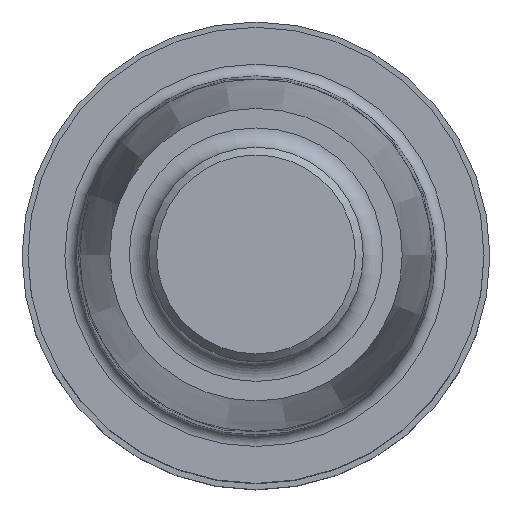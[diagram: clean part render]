
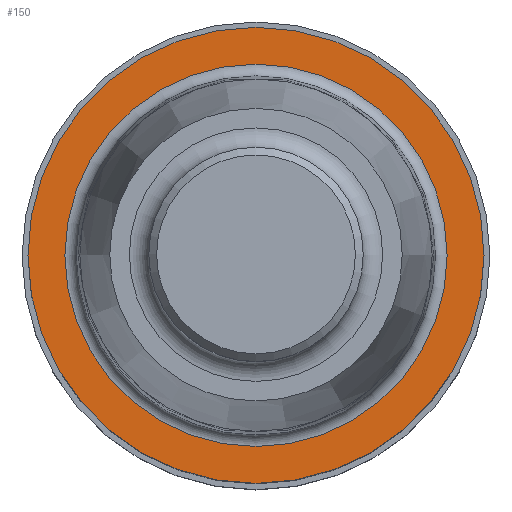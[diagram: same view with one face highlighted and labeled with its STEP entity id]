
A CAD part, top view. The second image highlights one B-rep face of the part: STEP entity #150.
In plain terms, the highlighted planar face has unit normal (0, 0, 1).
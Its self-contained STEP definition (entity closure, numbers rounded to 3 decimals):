
#127=FACE_BOUND('',#176,.T.);
#128=FACE_BOUND('',#177,.T.);
#150=ADVANCED_FACE('',(#127,#128),#164,.T.);
#164=PLANE('',#271);
#176=EDGE_LOOP('',(#202));
#177=EDGE_LOOP('',(#203));
#202=ORIENTED_EDGE('',*,*,#240,.T.);
#203=ORIENTED_EDGE('',*,*,#239,.F.);
#226=VERTEX_POINT('',#358);
#227=VERTEX_POINT('',#361);
#239=EDGE_CURVE('',#226,#226,#252,.T.);
#240=EDGE_CURVE('',#227,#227,#253,.T.);
#252=CIRCLE('',#268,5.85);
#253=CIRCLE('',#270,4.904);
#268=AXIS2_PLACEMENT_3D('',#357,#302,#303);
#270=AXIS2_PLACEMENT_3D('',#360,#306,#307);
#271=AXIS2_PLACEMENT_3D('',#362,#308,#309);
#302=DIRECTION('',(0.,0.,-1.));
#303=DIRECTION('',(-1.,0.,0.));
#306=DIRECTION('',(0.,0.,-1.));
#307=DIRECTION('',(-1.,0.,0.));
#308=DIRECTION('',(0.,0.,1.));
#309=DIRECTION('',(1.,0.,0.));
#357=CARTESIAN_POINT('',(0.,0.,0.));
#358=CARTESIAN_POINT('',(-5.85,0.,0.));
#360=CARTESIAN_POINT('',(0.,0.,0.));
#361=CARTESIAN_POINT('',(-4.904,0.,0.));
#362=CARTESIAN_POINT('',(0.,5.85,0.));
